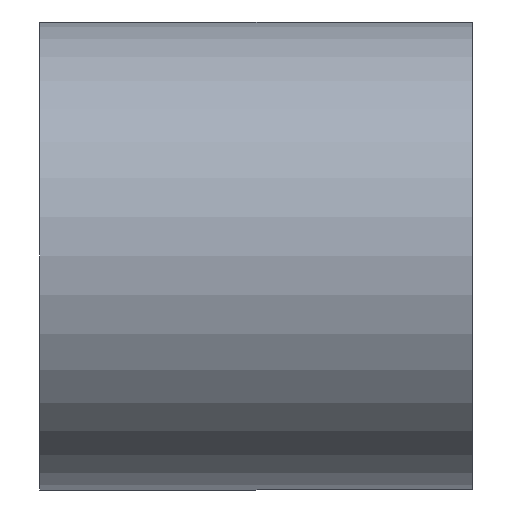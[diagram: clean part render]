
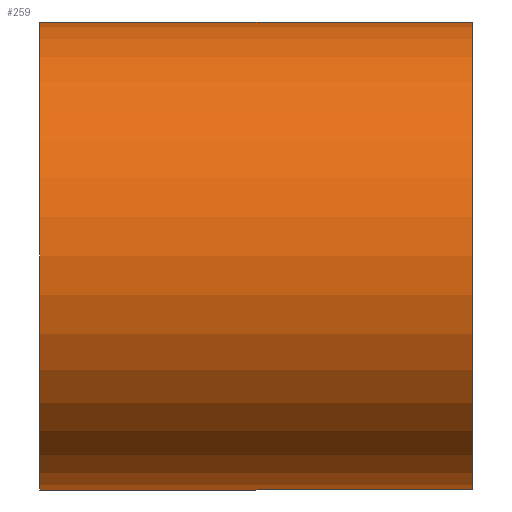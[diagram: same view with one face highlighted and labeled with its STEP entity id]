
A CAD part, left-side view. The second image highlights one B-rep face of the part: STEP entity #259.
In plain terms, the highlighted cylindrical face has radius 6.5 mm (diameter 13 mm), a partial arc.
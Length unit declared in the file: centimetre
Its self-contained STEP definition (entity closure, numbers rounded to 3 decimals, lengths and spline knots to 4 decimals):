
#39=FACE_OUTER_BOUND($,#56,.T.);
#56=EDGE_LOOP($,(#230,#231,#232,#233));
#76=LINE($,#434,#96);
#79=LINE($,#439,#99);
#96=VECTOR($,#358,1.);
#99=VECTOR($,#363,1.);
#110=CIRCLE($,#282,0.65);
#113=CIRCLE($,#290,0.65);
#132=VERTEX_POINT($,#421);
#133=VERTEX_POINT($,#422);
#136=VERTEX_POINT($,#433);
#137=VERTEX_POINT($,#437);
#162=EDGE_CURVE($,#132,#133,#110,.T.);
#167=EDGE_CURVE($,#136,#133,#76,.T.);
#170=EDGE_CURVE($,#132,#137,#79,.T.);
#171=EDGE_CURVE($,#136,#137,#113,.T.);
#230=ORIENTED_EDGE($,*,*,#170,.T.);
#231=ORIENTED_EDGE($,*,*,#171,.F.);
#232=ORIENTED_EDGE($,*,*,#167,.T.);
#233=ORIENTED_EDGE($,*,*,#162,.F.);
#246=CYLINDRICAL_SURFACE($,#289,0.65);
#259=ADVANCED_FACE($,(#39),#246,.T.);
#282=AXIS2_PLACEMENT_3D($,#423,#344,#345);
#289=AXIS2_PLACEMENT_3D($,#440,#364,#365);
#290=AXIS2_PLACEMENT_3D($,#441,#366,#367);
#344=DIRECTION('center_axis',(0.,-1.,0.));
#345=DIRECTION('ref_axis',(0.122,0.,-0.993));
#358=DIRECTION($,(0.,-1.,0.));
#363=DIRECTION($,(0.,1.,0.));
#364=DIRECTION('center_axis',(0.,1.,0.));
#365=DIRECTION('ref_axis',(0.122,0.,-0.993));
#366=DIRECTION('center_axis',(0.,1.,0.));
#367=DIRECTION('ref_axis',(0.122,0.,-0.993));
#421=CARTESIAN_POINT('',(0.0794,-0.6,0.6451));
#422=CARTESIAN_POINT('',(0.0794,-0.6,-0.6451));
#423=CARTESIAN_POINT('Origin',(0.,-0.6,0.));
#433=CARTESIAN_POINT('',(0.0794,0.6,-0.6451));
#434=CARTESIAN_POINT($,(0.0794,0.,-0.6451));
#437=CARTESIAN_POINT('',(0.0794,0.6,0.6451));
#439=CARTESIAN_POINT($,(0.0794,0.,0.6451));
#440=CARTESIAN_POINT('Origin',(0.,0.,0.));
#441=CARTESIAN_POINT('Origin',(0.,0.6,0.));
